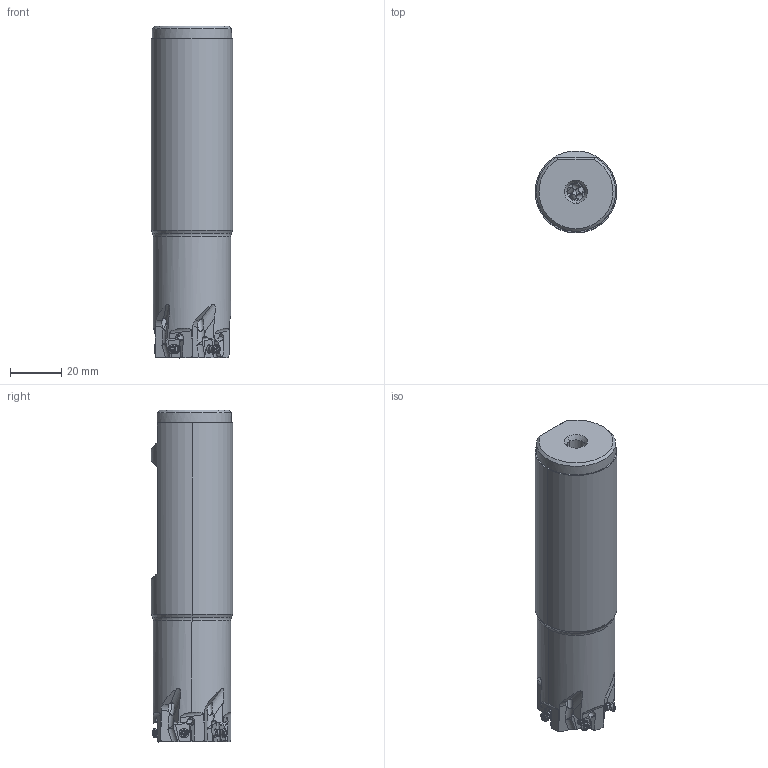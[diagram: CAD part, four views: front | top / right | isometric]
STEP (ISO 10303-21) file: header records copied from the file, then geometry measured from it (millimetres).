
FILE_DESCRIPTION(/* description */ (''),/* implementation_level */ '2;1');
FILE_NAME(/* name */ 'VPX200UR2005FA20S.stp',/* time_stamp */ '2025-07-08T15:59:22+09:00',/* author */ (''),/* organization */ (''),/* preprocessor_version */ 'ST-DEVELOPER v18.101',/* originating_system */ 'SIEMENS PLM Software NX 2011',/* authorisation */ '');
FILE_SCHEMA (('AUTOMOTIVE_DESIGN { 1 0 10303 214 3 1 1 1 }'));
Length unit declared in the file: millimetre
Products named in the file (1): VPX200UR2005FA20S_ASM
Bounding box: 31.75 x 31.75 x 128.97 mm (x, y, z)
Volume: 89731.6 mm3; surface area: 18110.8 mm2
Topology: 6 solids, 6 shells, 513 faces, 1498 edges, 990 vertices
Faces by surface type: cylinder 229, plane 140, cone 73, torus 37, extrusion 15, sphere 10, bspline 8, revolution 1
Entity records: 20101 total; most frequent: CARTESIAN_POINT 7109, ORIENTED_EDGE 2928, DIRECTION 2371, EDGE_CURVE 1464, VERTEX_POINT 982, AXIS2_PLACEMENT_3D 928, B_SPLINE_CURVE_WITH_KNOTS 570, EDGE_LOOP 542
